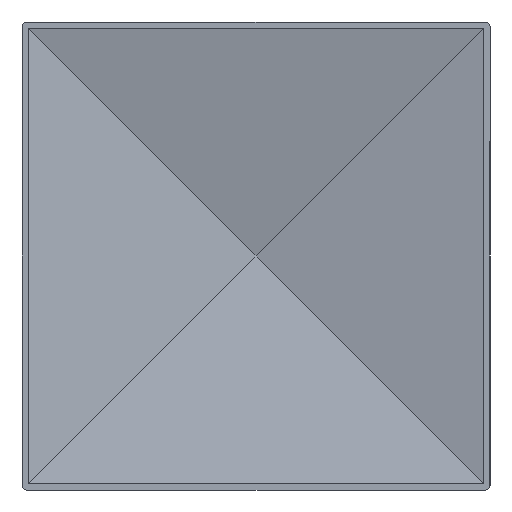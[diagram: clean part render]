
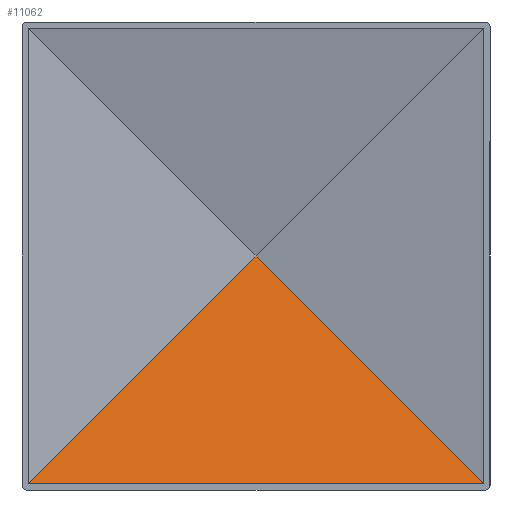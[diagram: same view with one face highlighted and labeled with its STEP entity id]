
A CAD part, front view. The second image highlights one B-rep face of the part: STEP entity #11062.
In plain terms, the highlighted planar face has unit normal (0, -0.977, 0.212).
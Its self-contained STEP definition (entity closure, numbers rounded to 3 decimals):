
#103 = ORIENTED_EDGE ( 'NONE', *, *, #6376, .T. ) ;
#213 = DIRECTION ( 'NONE',  ( -1., 0., 0. ) ) ;
#295 = CARTESIAN_POINT ( 'NONE',  ( -77.5, 6.097, -75.5 ) ) ;
#570 = ORIENTED_EDGE ( 'NONE', *, *, #2408, .F. ) ;
#1156 = CARTESIAN_POINT ( 'NONE',  ( 40.243, 13.751, -40.243 ) ) ;
#2002 = PLANE ( 'NONE',  #11578 ) ;
#2246 = VECTOR ( 'NONE', #10116, 1000. ) ;
#2408 = EDGE_CURVE ( 'NONE', #6563, #6009, #7383, .T. ) ;
#2906 = DIRECTION ( 'NONE',  ( 0., 0.212, 0.977 ) ) ;
#3828 = VERTEX_POINT ( 'NONE', #4154 ) ;
#4154 = CARTESIAN_POINT ( 'NONE',  ( 0., 22.488, 0. ) ) ;
#4563 = ORIENTED_EDGE ( 'NONE', *, *, #9278, .F. ) ;
#4635 = DIRECTION ( 'NONE',  ( 0., 0.977, -0.212 ) ) ;
#4639 = LINE ( 'NONE', #1156, #2246 ) ;
#5379 = VECTOR ( 'NONE', #11332, 1000. ) ;
#5475 = CARTESIAN_POINT ( 'NONE',  ( 77.5, 21.476, -4.663 ) ) ;
#5875 = EDGE_LOOP ( 'NONE', ( #103, #570, #4563 ) ) ;
#6009 = VERTEX_POINT ( 'NONE', #11604 ) ;
#6376 = EDGE_CURVE ( 'NONE', #3828, #6009, #9513, .T. ) ;
#6563 = VERTEX_POINT ( 'NONE', #8385 ) ;
#7383 = LINE ( 'NONE', #295, #11020 ) ;
#7899 = FACE_OUTER_BOUND ( 'NONE', #5875, .T. ) ;
#8385 = CARTESIAN_POINT ( 'NONE',  ( 75.5, 6.097, -75.5 ) ) ;
#8594 = CARTESIAN_POINT ( 'NONE',  ( -40.243, 13.751, -40.243 ) ) ;
#9278 = EDGE_CURVE ( 'NONE', #3828, #6563, #4639, .T. ) ;
#9513 = LINE ( 'NONE', #8594, #5379 ) ;
#10116 = DIRECTION ( 'NONE',  ( 0.699, -0.152, -0.699 ) ) ;
#11020 = VECTOR ( 'NONE', #213, 1000. ) ;
#11062 = ADVANCED_FACE ( 'NONE', ( #7899 ), #2002, .F. ) ;
#11332 = DIRECTION ( 'NONE',  ( -0.699, -0.152, -0.699 ) ) ;
#11578 = AXIS2_PLACEMENT_3D ( 'NONE', #5475, #4635, #2906 ) ;
#11604 = CARTESIAN_POINT ( 'NONE',  ( -75.5, 6.097, -75.5 ) ) ;
